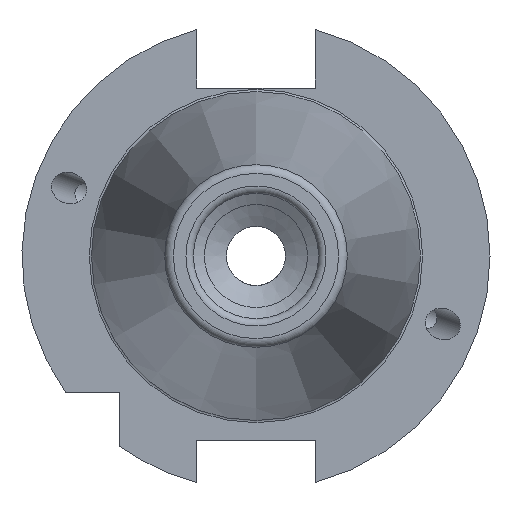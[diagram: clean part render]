
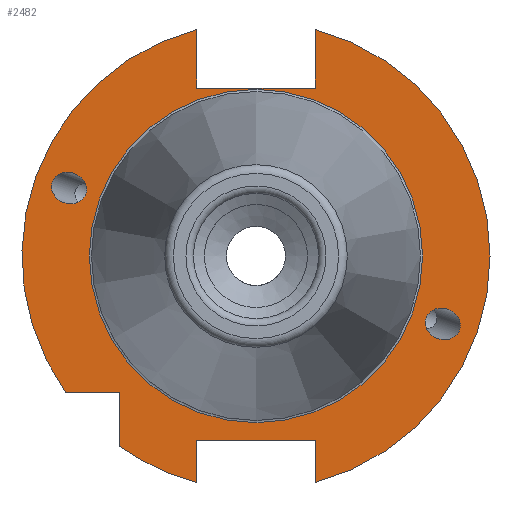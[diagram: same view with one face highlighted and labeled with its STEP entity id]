
A CAD part, left-side view. The second image highlights one B-rep face of the part: STEP entity #2482.
In plain terms, the highlighted planar face has unit normal (-1, 0, 0).
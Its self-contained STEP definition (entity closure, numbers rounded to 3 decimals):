
#616=CARTESIAN_POINT('',(3.2,-23.093,-8.405));
#617=VERTEX_POINT('',#616);
#618=CARTESIAN_POINT('',(3.2,-25.372,-9.235));
#619=DIRECTION('',(1.0,0.0,0.0));
#620=DIRECTION('',(0.0,-0.94,-0.342));
#621=AXIS2_PLACEMENT_3D('',#618,#619,#620);
#622=ELLIPSE('',#621,2.425,2.1);
#623=EDGE_CURVE('',#617,#617,#622,.T.);
#653=CARTESIAN_POINT('',(3.2,23.093,8.405));
#654=VERTEX_POINT('',#653);
#655=CARTESIAN_POINT('',(3.2,25.372,9.235));
#656=DIRECTION('',(1.0,0.0,0.0));
#657=DIRECTION('',(0.0,0.94,0.342));
#658=AXIS2_PLACEMENT_3D('',#655,#656,#657);
#659=ELLIPSE('',#658,2.425,2.1);
#660=EDGE_CURVE('',#654,#654,#659,.T.);
#1611=CARTESIAN_POINT('',(3.2,18.5,-18.5));
#1612=VERTEX_POINT('',#1611);
#1613=CARTESIAN_POINT('',(3.2,18.5,-25.834));
#1614=VERTEX_POINT('',#1613);
#1615=CARTESIAN_POINT('',(3.2,18.5,-18.5));
#1616=DIRECTION('',(0.0,0.0,-1.0));
#1617=VECTOR('',#1616,7.334);
#1618=LINE('',#1615,#1617);
#1619=EDGE_CURVE('',#1612,#1614,#1618,.T.);
#1734=CARTESIAN_POINT('',(3.2,25.834,-18.5));
#1735=VERTEX_POINT('',#1734);
#1736=CARTESIAN_POINT('',(3.2,25.834,-18.5));
#1737=DIRECTION('',(0.0,-1.0,0.0));
#1738=VECTOR('',#1737,7.334);
#1739=LINE('',#1736,#1738);
#1740=EDGE_CURVE('',#1735,#1612,#1739,.T.);
#1835=CARTESIAN_POINT('',(3.2,8.05,30.738));
#1836=VERTEX_POINT('',#1835);
#1837=CARTESIAN_POINT('',(3.2,0.0,0.));
#1838=DIRECTION('',(-1.0,0.0,0.));
#1839=DIRECTION('',(0.,0.0,1.0));
#1840=AXIS2_PLACEMENT_3D('',#1837,#1838,#1839);
#1841=CIRCLE('',#1840,31.775);
#1842=EDGE_CURVE('',#1836,#1735,#1841,.T.);
#2230=CARTESIAN_POINT('',(3.2,8.05,-25.0));
#2231=VERTEX_POINT('',#2230);
#2238=CARTESIAN_POINT('',(3.2,8.05,-30.738));
#2239=VERTEX_POINT('',#2238);
#2240=CARTESIAN_POINT('',(3.2,8.05,-30.738));
#2241=DIRECTION('',(0.0,0.0,1.0));
#2242=VECTOR('',#2241,5.738);
#2243=LINE('',#2240,#2242);
#2244=EDGE_CURVE('',#2239,#2231,#2243,.T.);
#2294=CARTESIAN_POINT('',(3.2,-8.05,-30.738));
#2295=VERTEX_POINT('',#2294);
#2302=CARTESIAN_POINT('',(3.2,-8.05,-25.0));
#2303=VERTEX_POINT('',#2302);
#2304=CARTESIAN_POINT('',(3.2,-8.05,-25.0));
#2305=DIRECTION('',(0.0,0.0,-1.0));
#2306=VECTOR('',#2305,5.738);
#2307=LINE('',#2304,#2306);
#2308=EDGE_CURVE('',#2303,#2295,#2307,.T.);
#2327=CARTESIAN_POINT('',(3.2,8.05,-25.0));
#2328=DIRECTION('',(0.0,-1.0,0.0));
#2329=VECTOR('',#2328,16.1);
#2330=LINE('',#2327,#2329);
#2331=EDGE_CURVE('',#2231,#2303,#2330,.T.);
#2414=CARTESIAN_POINT('',(3.2,0.0,27.233));
#2415=DIRECTION('',(-1.0,0.0,0.0));
#2416=DIRECTION('',(0.0,0.0,1.0));
#2417=AXIS2_PLACEMENT_3D('',#2414,#2415,#2416);
#2418=PLANE('',#2417);
#2419=ORIENTED_EDGE('',*,*,#1619,.T.);
#2420=CARTESIAN_POINT('',(3.2,0.0,0.));
#2421=DIRECTION('',(-1.0,0.0,0.));
#2422=DIRECTION('',(0.,0.0,1.0));
#2423=AXIS2_PLACEMENT_3D('',#2420,#2421,#2422);
#2424=CIRCLE('',#2423,31.775);
#2425=EDGE_CURVE('',#1614,#2239,#2424,.T.);
#2426=ORIENTED_EDGE('',*,*,#2425,.T.);
#2427=ORIENTED_EDGE('',*,*,#2244,.T.);
#2428=ORIENTED_EDGE('',*,*,#2331,.T.);
#2429=ORIENTED_EDGE('',*,*,#2308,.T.);
#2430=CARTESIAN_POINT('',(3.2,-8.05,30.738));
#2431=VERTEX_POINT('',#2430);
#2432=CARTESIAN_POINT('',(3.2,0.0,0.));
#2433=DIRECTION('',(-1.0,0.0,0.));
#2434=DIRECTION('',(0.,0.0,1.0));
#2435=AXIS2_PLACEMENT_3D('',#2432,#2433,#2434);
#2436=CIRCLE('',#2435,31.775);
#2437=EDGE_CURVE('',#2295,#2431,#2436,.T.);
#2438=ORIENTED_EDGE('',*,*,#2437,.T.);
#2439=CARTESIAN_POINT('',(3.2,-8.05,22.8));
#2440=VERTEX_POINT('',#2439);
#2441=CARTESIAN_POINT('',(3.2,-8.05,30.738));
#2442=DIRECTION('',(0.0,0.0,-1.0));
#2443=VECTOR('',#2442,7.938);
#2444=LINE('',#2441,#2443);
#2445=EDGE_CURVE('',#2431,#2440,#2444,.T.);
#2446=ORIENTED_EDGE('',*,*,#2445,.T.);
#2447=CARTESIAN_POINT('',(3.2,8.05,22.8));
#2448=VERTEX_POINT('',#2447);
#2449=CARTESIAN_POINT('',(3.2,-8.05,22.8));
#2450=DIRECTION('',(0.0,1.0,0.0));
#2451=VECTOR('',#2450,16.1);
#2452=LINE('',#2449,#2451);
#2453=EDGE_CURVE('',#2440,#2448,#2452,.T.);
#2454=ORIENTED_EDGE('',*,*,#2453,.T.);
#2455=CARTESIAN_POINT('',(3.2,8.05,22.8));
#2456=DIRECTION('',(0.0,0.0,1.0));
#2457=VECTOR('',#2456,7.938);
#2458=LINE('',#2455,#2457);
#2459=EDGE_CURVE('',#2448,#1836,#2458,.T.);
#2460=ORIENTED_EDGE('',*,*,#2459,.T.);
#2461=ORIENTED_EDGE('',*,*,#1842,.T.);
#2462=ORIENTED_EDGE('',*,*,#1740,.T.);
#2463=EDGE_LOOP('',(#2419,#2426,#2427,#2428,#2429,#2438,#2446,#2454,#2460,#2461,#2462));
#2464=FACE_OUTER_BOUND('',#2463,.T.);
#2465=ORIENTED_EDGE('',*,*,#623,.T.);
#2466=EDGE_LOOP('',(#2465));
#2467=FACE_BOUND('',#2466,.T.);
#2468=ORIENTED_EDGE('',*,*,#660,.T.);
#2469=EDGE_LOOP('',(#2468));
#2470=FACE_BOUND('',#2469,.T.);
#2471=CARTESIAN_POINT('',(3.2,22.625,0.0));
#2472=VERTEX_POINT('',#2471);
#2473=CARTESIAN_POINT('',(3.2,0.0,0.0));
#2474=DIRECTION('',(-1.0,0.0,0.0));
#2475=DIRECTION('',(0.0,1.0,0.0));
#2476=AXIS2_PLACEMENT_3D('',#2473,#2474,#2475);
#2477=CIRCLE('',#2476,22.625);
#2478=EDGE_CURVE('',#2472,#2472,#2477,.T.);
#2479=ORIENTED_EDGE('',*,*,#2478,.F.);
#2480=EDGE_LOOP('',(#2479));
#2481=FACE_BOUND('',#2480,.T.);
#2482=ADVANCED_FACE('',(#2464,#2467,#2470,#2481),#2418,.T.);
